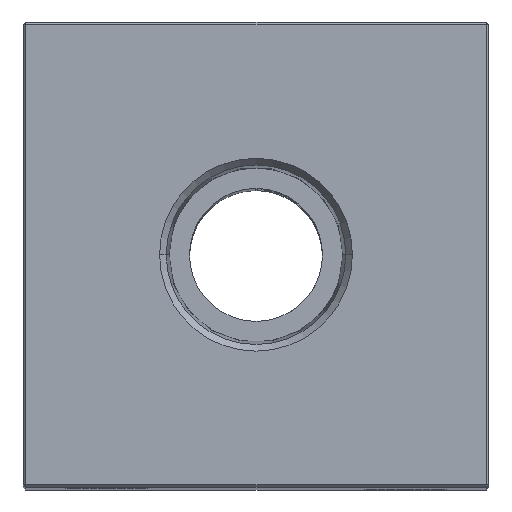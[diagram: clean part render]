
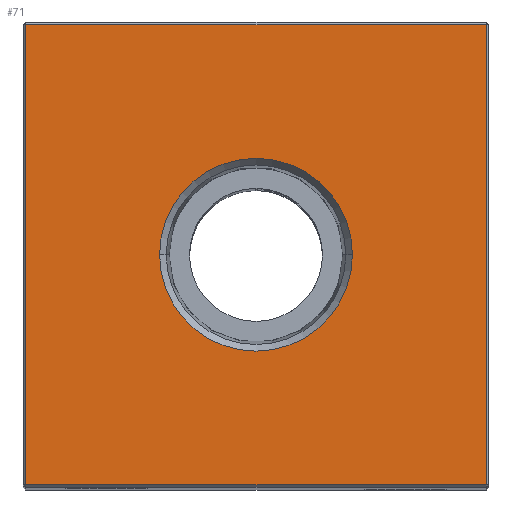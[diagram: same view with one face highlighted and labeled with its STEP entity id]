
A CAD part, top view. The second image highlights one B-rep face of the part: STEP entity #71.
In plain terms, the highlighted planar face has unit normal (0, 0, 1).
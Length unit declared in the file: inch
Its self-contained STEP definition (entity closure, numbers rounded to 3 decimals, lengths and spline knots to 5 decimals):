
#71 = ADVANCED_FACE ( 'NONE', ( #23158, #9184 ), #13234, .F. ) ;
#328 = AXIS2_PLACEMENT_3D ( 'NONE', #21187, #1342, #21317 ) ;
#1278 = LINE ( 'NONE', #1539, #3274 ) ;
#1342 = DIRECTION ( 'NONE',  ( 0., 0., -1. ) ) ;
#1359 = DIRECTION ( 'NONE',  ( 0., -1., 0. ) ) ;
#1539 = CARTESIAN_POINT ( 'NONE',  ( 0.865, 0., 5.5 ) ) ;
#2821 = EDGE_CURVE ( 'NONE', #16019, #23296, #21686, .T. ) ;
#2870 = ORIENTED_EDGE ( 'NONE', *, *, #24496, .T. ) ;
#3168 = CIRCLE ( 'NONE', #17781, 0.3626 ) ;
#3274 = VECTOR ( 'NONE', #25700, 39.37008 ) ;
#4382 = DIRECTION ( 'NONE',  ( 0., 0., 1. ) ) ;
#4731 = ORIENTED_EDGE ( 'NONE', *, *, #17655, .T. ) ;
#6056 = CARTESIAN_POINT ( 'NONE',  ( 0., 0.865, 5.5 ) ) ;
#6553 = EDGE_LOOP ( 'NONE', ( #2870, #14602, #4731, #10731 ) ) ;
#6709 = VECTOR ( 'NONE', #16046, 39.37008 ) ;
#7234 = CARTESIAN_POINT ( 'NONE',  ( 0., 0., 5.5 ) ) ;
#9184 = FACE_BOUND ( 'NONE', #20255, .T. ) ;
#10731 = ORIENTED_EDGE ( 'NONE', *, *, #14389, .T. ) ;
#11282 = CARTESIAN_POINT ( 'NONE',  ( -0.865, 0., 5.5 ) ) ;
#12520 = EDGE_CURVE ( 'NONE', #23296, #16019, #3168, .T. ) ;
#12723 = AXIS2_PLACEMENT_3D ( 'NONE', #7234, #13370, #21324 ) ;
#13234 = PLANE ( 'NONE',  #328 ) ;
#13370 = DIRECTION ( 'NONE',  ( 0., 0., 1. ) ) ;
#13389 = VERTEX_POINT ( 'NONE', #15483 ) ;
#14033 = DIRECTION ( 'NONE',  ( -1., 0., 0. ) ) ;
#14210 = LINE ( 'NONE', #24011, #6709 ) ;
#14389 = EDGE_CURVE ( 'NONE', #13389, #24228, #23960, .T. ) ;
#14392 = CARTESIAN_POINT ( 'NONE',  ( -0.865, -0.865, 5.5 ) ) ;
#14602 = ORIENTED_EDGE ( 'NONE', *, *, #22422, .T. ) ;
#14709 = VECTOR ( 'NONE', #1359, 39.37008 ) ;
#14736 = VECTOR ( 'NONE', #14033, 39.37008 ) ;
#15483 = CARTESIAN_POINT ( 'NONE',  ( 0.865, 0.865, 5.5 ) ) ;
#16019 = VERTEX_POINT ( 'NONE', #20555 ) ;
#16046 = DIRECTION ( 'NONE',  ( 1., 0., 0. ) ) ;
#16281 = VERTEX_POINT ( 'NONE', #14392 ) ;
#17171 = LINE ( 'NONE', #11282, #14709 ) ;
#17655 = EDGE_CURVE ( 'NONE', #25140, #13389, #1278, .T. ) ;
#17781 = AXIS2_PLACEMENT_3D ( 'NONE', #22395, #4382, #22268 ) ;
#20255 = EDGE_LOOP ( 'NONE', ( #23028, #23966 ) ) ;
#20555 = CARTESIAN_POINT ( 'NONE',  ( -0.3626, 0., 5.5 ) ) ;
#21187 = CARTESIAN_POINT ( 'NONE',  ( 0., 0., 5.5 ) ) ;
#21317 = DIRECTION ( 'NONE',  ( -1., 0., 0. ) ) ;
#21324 = DIRECTION ( 'NONE',  ( 1., 0., 0. ) ) ;
#21367 = CARTESIAN_POINT ( 'NONE',  ( 0.3626, 0., 5.5 ) ) ;
#21686 = CIRCLE ( 'NONE', #12723, 0.3626 ) ;
#22268 = DIRECTION ( 'NONE',  ( 1., 0., 0. ) ) ;
#22395 = CARTESIAN_POINT ( 'NONE',  ( 0., 0., 5.5 ) ) ;
#22422 = EDGE_CURVE ( 'NONE', #16281, #25140, #14210, .T. ) ;
#23028 = ORIENTED_EDGE ( 'NONE', *, *, #12520, .F. ) ;
#23158 = FACE_OUTER_BOUND ( 'NONE', #6553, .T. ) ;
#23296 = VERTEX_POINT ( 'NONE', #21367 ) ;
#23757 = CARTESIAN_POINT ( 'NONE',  ( -0.865, 0.865, 5.5 ) ) ;
#23960 = LINE ( 'NONE', #6056, #14736 ) ;
#23966 = ORIENTED_EDGE ( 'NONE', *, *, #2821, .F. ) ;
#24011 = CARTESIAN_POINT ( 'NONE',  ( 0., -0.865, 5.5 ) ) ;
#24228 = VERTEX_POINT ( 'NONE', #23757 ) ;
#24464 = CARTESIAN_POINT ( 'NONE',  ( 0.865, -0.865, 5.5 ) ) ;
#24496 = EDGE_CURVE ( 'NONE', #24228, #16281, #17171, .T. ) ;
#25140 = VERTEX_POINT ( 'NONE', #24464 ) ;
#25700 = DIRECTION ( 'NONE',  ( 0., 1., 0. ) ) ;
